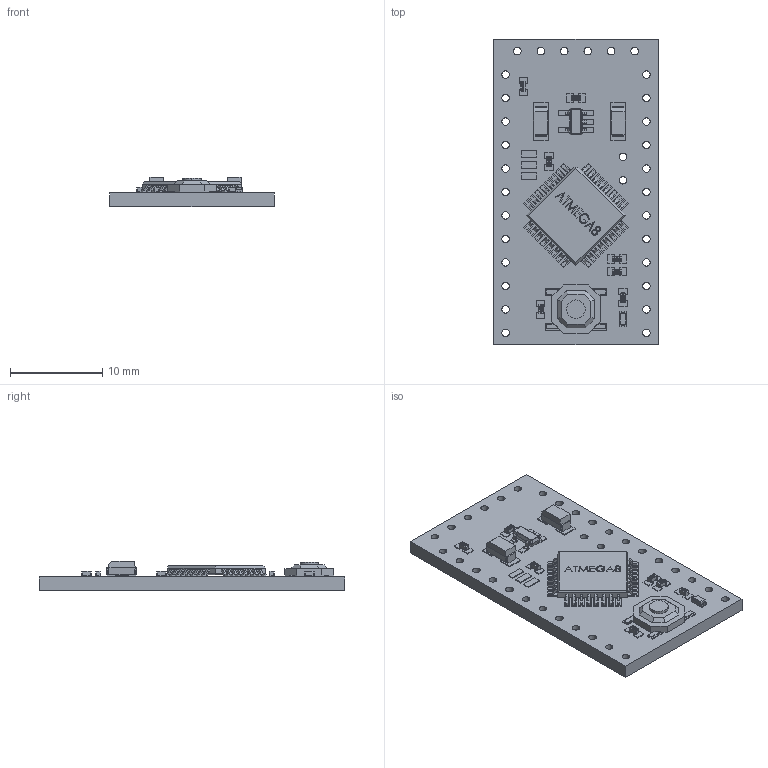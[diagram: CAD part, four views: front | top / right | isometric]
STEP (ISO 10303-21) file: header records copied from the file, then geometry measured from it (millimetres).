
FILE_DESCRIPTION(('FreeCAD Model'),'2;1');
FILE_NAME( 'pro_mini.STEP', '2018-02-23T19:00:56',('Author'),(''), 'Open CASCADE STEP processor 6.8','FreeCAD','Unknown');
FILE_SCHEMA(('AUTOMOTIVE_DESIGN_CC2 { 1 2 10303 214 -1 1 5 4 }'));
Length unit declared in the file: millimetre
Products named in the file (10): ASSEMBLY; User_Library-Nano_Nano.sldasm-Part-5; User_Library-Nano_Nano.sldasm-Part-008; User_Library-Nano_Nano.sldasm-Part-014; User_Library-Nano_Nano.sldasm-Part-4; User_Library-Nano_Nano.sldasm-Part-019; User_Library-Nano_Nano.sldasm-Part-6; User_Library-Nano_Nano.sldasm-Part-2; User_Library-Nano_Nano.sldasm-Part-3; User_Library-Nano_Nano.sldasm-Part-1
Assembly tree (28 placements, depth 2):
  ASSEMBLY
    User_Library-Nano_Nano.sldasm-Part-5
    User_Library-Nano_Nano.sldasm-Part-008  x7
    User_Library-Nano_Nano.sldasm-Part-014  x7
    User_Library-Nano_Nano.sldasm-Part-4
    User_Library-Nano_Nano.sldasm-Part-019  x7
    User_Library-Nano_Nano.sldasm-Part-6
    User_Library-Nano_Nano.sldasm-Part-2
    User_Library-Nano_Nano.sldasm-Part-3  x2
    User_Library-Nano_Nano.sldasm-Part-1
Bounding box: 17.78 x 33.02 x 3.2 mm (x, y, z)
Volume: 964.8 mm3; surface area: 1792.4 mm2
Topology: 28 solids, 28 shells, 2075 faces, 5423 edges, 3494 vertices
Faces by surface type: plane 1355, bspline 399, cylinder 317, sphere 4
Entity records: 49697 total; most frequent: CARTESIAN_POINT 11359, ORIENTED_EDGE 6976, DIRECTION 6218, EDGE_CURVE 3488, LINE 2924, VECTOR 2924, VERTEX_POINT 2296, AXIS2_PLACEMENT_3D 1647
